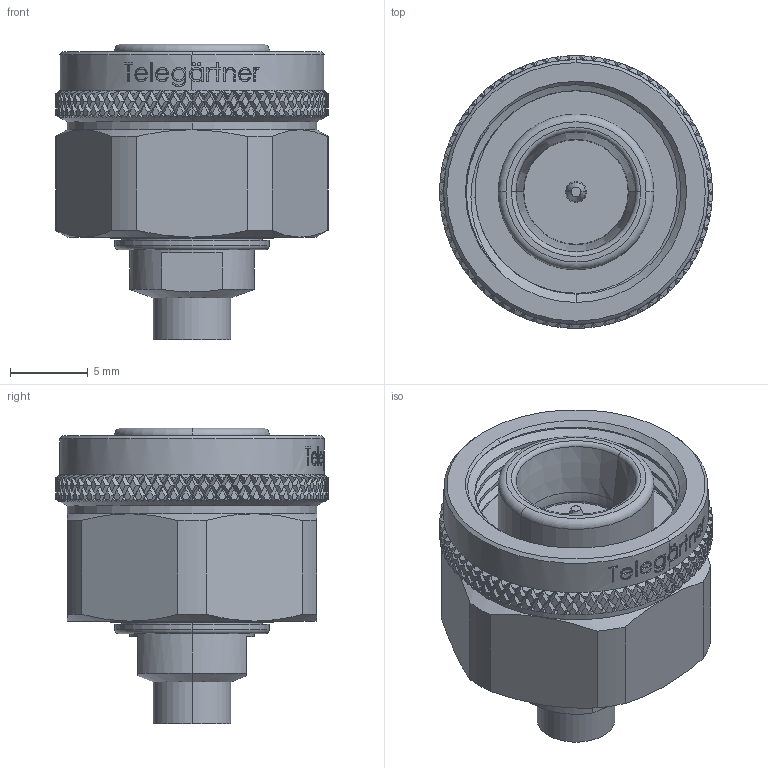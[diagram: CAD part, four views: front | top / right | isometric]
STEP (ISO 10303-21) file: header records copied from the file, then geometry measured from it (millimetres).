
FILE_DESCRIPTION (( 'STEP AP214' ), '1' );
FILE_NAME ('J01460A0003.STEP', '2018-08-01T12:53:19', ( '' ), ( '' ), 'SwSTEP 2.0', 'SolidWorks 2017', '' );
FILE_SCHEMA (( 'AUTOMOTIVE_DESIGN' ));
Length unit declared in the file: millimetre
Products named in the file (1): J01460A0003
Bounding box: 17.5 x 17.5 x 19 mm (x, y, z)
Volume: 2418.2 mm3; surface area: 1898.1 mm2
Topology: 1 solids, 1 shells, 1461 faces, 3269 edges, 1836 vertices
Faces by surface type: plane 990, cylinder 270, cone 101, bspline 86, torus 14
Entity records: 61763 total; most frequent: CARTESIAN_POINT 17367, ORIENTED_EDGE 6538, DIRECTION 5040, EDGE_CURVE 3269, AXIS2_PLACEMENT_3D 1837, VERTEX_POINT 1836, EDGE_LOOP 1487, ADVANCED_FACE 1461
